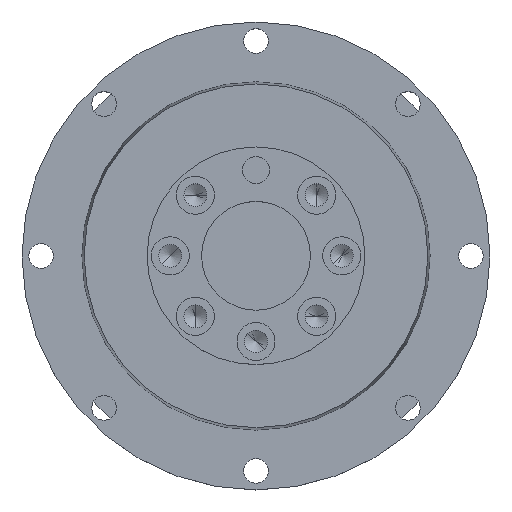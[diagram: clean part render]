
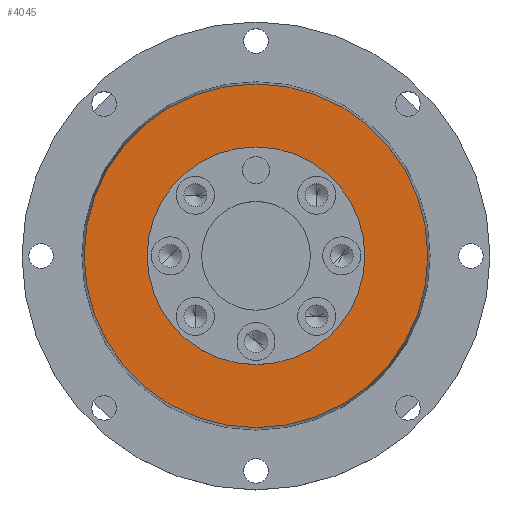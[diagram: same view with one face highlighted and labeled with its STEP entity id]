
A CAD part, top view. The second image highlights one B-rep face of the part: STEP entity #4045.
In plain terms, the highlighted planar face has unit normal (0, 0, 1).
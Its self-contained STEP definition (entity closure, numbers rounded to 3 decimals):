
#62 = CIRCLE ( 'NONE', #922, 20. ) ;
#200 = CARTESIAN_POINT ( 'NONE',  ( 0., 31.585, 66.5 ) ) ;
#243 = AXIS2_PLACEMENT_3D ( 'NONE', #7413, #3315, #8104 ) ;
#319 = CARTESIAN_POINT ( 'NONE',  ( -20., 0., 66.5 ) ) ;
#743 = VERTEX_POINT ( 'NONE', #319 ) ;
#864 = PLANE ( 'NONE',  #6168 ) ;
#922 = AXIS2_PLACEMENT_3D ( 'NONE', #5170, #1067, #5857 ) ;
#1067 = DIRECTION ( 'NONE',  ( 0., 0., 1. ) ) ;
#1428 = ORIENTED_EDGE ( 'NONE', *, *, #3558, .T. ) ;
#1439 = AXIS2_PLACEMENT_3D ( 'NONE', #6633, #2511, #7315 ) ;
#1873 = ORIENTED_EDGE ( 'NONE', *, *, #2316, .T. ) ;
#2083 = DIRECTION ( 'NONE',  ( 0., 0., 1. ) ) ;
#2097 = EDGE_CURVE ( 'NONE', #743, #5929, #8266, .T. ) ;
#2221 = DIRECTION ( 'NONE',  ( -1., 0., 0. ) ) ;
#2316 = EDGE_CURVE ( 'NONE', #8051, #4434, #4934, .T. ) ;
#2511 = DIRECTION ( 'NONE',  ( 0., 0., 1. ) ) ;
#2709 = FACE_OUTER_BOUND ( 'NONE', #5939, .T. ) ;
#3315 = DIRECTION ( 'NONE',  ( 0., 0., 1. ) ) ;
#3378 = CARTESIAN_POINT ( 'NONE',  ( -31.585, 0., 66.5 ) ) ;
#3558 = EDGE_CURVE ( 'NONE', #4434, #8051, #6808, .T. ) ;
#4045 = ADVANCED_FACE ( 'NONE', ( #8179, #2709 ), #864, .F. ) ;
#4102 = EDGE_LOOP ( 'NONE', ( #8694, #7259 ) ) ;
#4214 = EDGE_CURVE ( 'NONE', #5929, #743, #62, .T. ) ;
#4434 = VERTEX_POINT ( 'NONE', #3378 ) ;
#4934 = CIRCLE ( 'NONE', #1439, 31.585 ) ;
#5170 = CARTESIAN_POINT ( 'NONE',  ( 0., 0., 66.5 ) ) ;
#5589 = AXIS2_PLACEMENT_3D ( 'NONE', #6189, #2083, #6880 ) ;
#5857 = DIRECTION ( 'NONE',  ( 1., 0., 0. ) ) ;
#5929 = VERTEX_POINT ( 'NONE', #6384 ) ;
#5939 = EDGE_LOOP ( 'NONE', ( #1428, #1873 ) ) ;
#6168 = AXIS2_PLACEMENT_3D ( 'NONE', #200, #6338, #2221 ) ;
#6189 = CARTESIAN_POINT ( 'NONE',  ( 0., 0., 66.5 ) ) ;
#6338 = DIRECTION ( 'NONE',  ( 0., 0., -1. ) ) ;
#6384 = CARTESIAN_POINT ( 'NONE',  ( 20., 0., 66.5 ) ) ;
#6633 = CARTESIAN_POINT ( 'NONE',  ( 0., 0., 66.5 ) ) ;
#6808 = CIRCLE ( 'NONE', #5589, 31.585 ) ;
#6880 = DIRECTION ( 'NONE',  ( 1., 0., 0. ) ) ;
#7259 = ORIENTED_EDGE ( 'NONE', *, *, #2097, .F. ) ;
#7315 = DIRECTION ( 'NONE',  ( 1., 0., 0. ) ) ;
#7413 = CARTESIAN_POINT ( 'NONE',  ( 0., 0., 66.5 ) ) ;
#8051 = VERTEX_POINT ( 'NONE', #8157 ) ;
#8104 = DIRECTION ( 'NONE',  ( 1., 0., 0. ) ) ;
#8157 = CARTESIAN_POINT ( 'NONE',  ( 31.585, 0., 66.5 ) ) ;
#8179 = FACE_BOUND ( 'NONE', #4102, .T. ) ;
#8266 = CIRCLE ( 'NONE', #243, 20. ) ;
#8694 = ORIENTED_EDGE ( 'NONE', *, *, #4214, .F. ) ;
